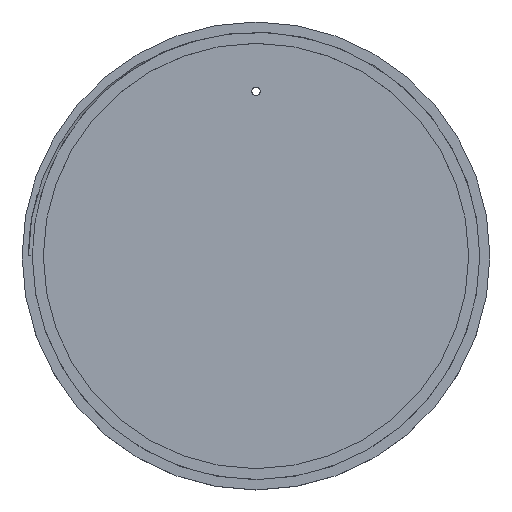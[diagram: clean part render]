
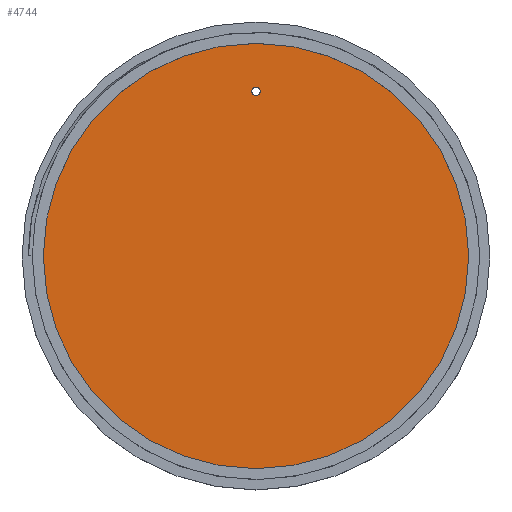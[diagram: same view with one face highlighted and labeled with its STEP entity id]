
A CAD part, top view. The second image highlights one B-rep face of the part: STEP entity #4744.
In plain terms, the highlighted planar face has unit normal (0, 0, 1).
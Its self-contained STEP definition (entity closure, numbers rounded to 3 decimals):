
#123 = DIRECTION ( 'NONE',  ( 0., 0., 1. ) ) ;
#183 = CARTESIAN_POINT ( 'NONE',  ( 0., 77.458, 7. ) ) ;
#304 = CARTESIAN_POINT ( 'NONE',  ( 0., 0., 7. ) ) ;
#429 = CARTESIAN_POINT ( 'NONE',  ( 0., 0., 7. ) ) ;
#670 = CARTESIAN_POINT ( 'NONE',  ( 0., 77.458, 7. ) ) ;
#794 = CARTESIAN_POINT ( 'NONE',  ( -2., 77.458, 7. ) ) ;
#911 = ORIENTED_EDGE ( 'NONE', *, *, #4025, .F. ) ;
#1144 = AXIS2_PLACEMENT_3D ( 'NONE', #304, #5393, #5079 ) ;
#1325 = ORIENTED_EDGE ( 'NONE', *, *, #5101, .F. ) ;
#1349 = CIRCLE ( 'NONE', #2331, 100. ) ;
#1411 = FACE_OUTER_BOUND ( 'NONE', #4423, .T. ) ;
#1764 = VERTEX_POINT ( 'NONE', #794 ) ;
#1765 = CARTESIAN_POINT ( 'NONE',  ( 0., 0., 7. ) ) ;
#1880 = DIRECTION ( 'NONE',  ( 0., 0., 1. ) ) ;
#1972 = AXIS2_PLACEMENT_3D ( 'NONE', #670, #4386, #5334 ) ;
#2025 = AXIS2_PLACEMENT_3D ( 'NONE', #183, #1880, #2712 ) ;
#2155 = ORIENTED_EDGE ( 'NONE', *, *, #3187, .F. ) ;
#2279 = CIRCLE ( 'NONE', #2025, 2. ) ;
#2331 = AXIS2_PLACEMENT_3D ( 'NONE', #429, #3061, #4653 ) ;
#2375 = ORIENTED_EDGE ( 'NONE', *, *, #5109, .F. ) ;
#2712 = DIRECTION ( 'NONE',  ( 1., 0., 0. ) ) ;
#3061 = DIRECTION ( 'NONE',  ( 0., 0., -1. ) ) ;
#3071 = FACE_BOUND ( 'NONE', #4037, .T. ) ;
#3099 = DIRECTION ( 'NONE',  ( 1., 0., 0. ) ) ;
#3187 = EDGE_CURVE ( 'NONE', #3936, #3908, #1349, .T. ) ;
#3380 = CARTESIAN_POINT ( 'NONE',  ( -100., 0., 7. ) ) ;
#3722 = CARTESIAN_POINT ( 'NONE',  ( 100., 0., 7. ) ) ;
#3908 = VERTEX_POINT ( 'NONE', #3722 ) ;
#3936 = VERTEX_POINT ( 'NONE', #3380 ) ;
#3970 = AXIS2_PLACEMENT_3D ( 'NONE', #1765, #123, #3099 ) ;
#4025 = EDGE_CURVE ( 'NONE', #3908, #3936, #5121, .T. ) ;
#4037 = EDGE_LOOP ( 'NONE', ( #1325, #2375 ) ) ;
#4327 = PLANE ( 'NONE',  #3970 ) ;
#4365 = CIRCLE ( 'NONE', #1972, 2. ) ;
#4386 = DIRECTION ( 'NONE',  ( 0., 0., 1. ) ) ;
#4423 = EDGE_LOOP ( 'NONE', ( #2155, #911 ) ) ;
#4653 = DIRECTION ( 'NONE',  ( 1., 0., 0. ) ) ;
#4744 = ADVANCED_FACE ( 'NONE', ( #3071, #1411 ), #4327, .T. ) ;
#4948 = CARTESIAN_POINT ( 'NONE',  ( 2., 77.458, 7. ) ) ;
#5079 = DIRECTION ( 'NONE',  ( 1., 0., 0. ) ) ;
#5101 = EDGE_CURVE ( 'NONE', #1764, #5213, #2279, .T. ) ;
#5109 = EDGE_CURVE ( 'NONE', #5213, #1764, #4365, .T. ) ;
#5121 = CIRCLE ( 'NONE', #1144, 100. ) ;
#5213 = VERTEX_POINT ( 'NONE', #4948 ) ;
#5334 = DIRECTION ( 'NONE',  ( 1., 0., 0. ) ) ;
#5393 = DIRECTION ( 'NONE',  ( 0., 0., -1. ) ) ;
